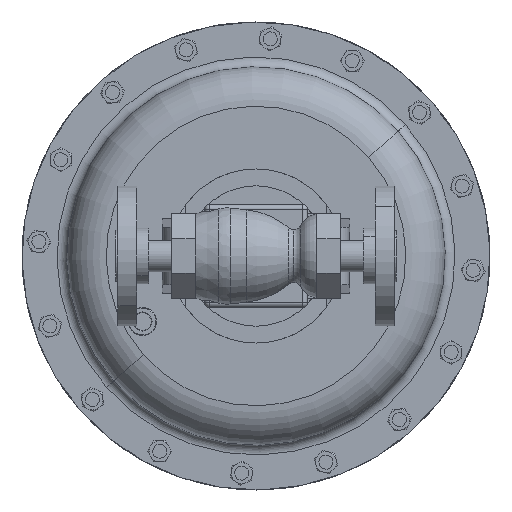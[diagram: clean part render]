
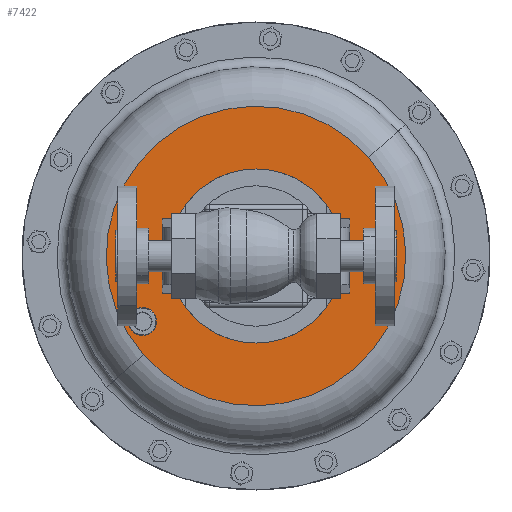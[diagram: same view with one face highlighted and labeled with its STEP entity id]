
A CAD part, front view. The second image highlights one B-rep face of the part: STEP entity #7422.
In plain terms, the highlighted planar face has unit normal (0, -1, 0).
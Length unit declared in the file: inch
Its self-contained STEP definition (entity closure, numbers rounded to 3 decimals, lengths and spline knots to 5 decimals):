
#2403 = CIRCLE ( 'NONE', #9560, 0.375 ) ;
#2693 = FACE_BOUND ( 'NONE', #11943, .T. ) ;
#3094 = DIRECTION ( 'NONE',  ( 0., 1., 0. ) ) ;
#3469 = AXIS2_PLACEMENT_3D ( 'NONE', #8231, #23263, #10465 ) ;
#3933 = CIRCLE ( 'NONE', #18477, 4. ) ;
#3967 = VERTEX_POINT ( 'NONE', #12253 ) ;
#4403 = ORIENTED_EDGE ( 'NONE', *, *, #8099, .T. ) ;
#4908 = ORIENTED_EDGE ( 'NONE', *, *, #9969, .F. ) ;
#5574 = CARTESIAN_POINT ( 'NONE',  ( -2.63738, 7.835, 3.00736 ) ) ;
#6368 = CIRCLE ( 'NONE', #18730, 4. ) ;
#6532 = EDGE_CURVE ( 'NONE', #24492, #3967, #2403, .T. ) ;
#7422 = ADVANCED_FACE ( 'NONE', ( #14206, #20517, #2693 ), #24913, .T. ) ;
#7628 = ORIENTED_EDGE ( 'NONE', *, *, #12765, .F. ) ;
#7758 = CARTESIAN_POINT ( 'NONE',  ( 0., 7.835, 0. ) ) ;
#7852 = DIRECTION ( 'NONE',  ( -0.752, 0., -0.659 ) ) ;
#8099 = EDGE_CURVE ( 'NONE', #3967, #24492, #17844, .T. ) ;
#8231 = CARTESIAN_POINT ( 'NONE',  ( 0., 7.835, 0. ) ) ;
#8395 = VERTEX_POINT ( 'NONE', #8909 ) ;
#8909 = CARTESIAN_POINT ( 'NONE',  ( 0., 7.835, 2.325 ) ) ;
#9290 = DIRECTION ( 'NONE',  ( 0., -1., 0. ) ) ;
#9402 = AXIS2_PLACEMENT_3D ( 'NONE', #12863, #27822, #15028 ) ;
#9560 = AXIS2_PLACEMENT_3D ( 'NONE', #14803, #14711, #14690 ) ;
#9969 = EDGE_CURVE ( 'NONE', #14012, #17944, #3933, .T. ) ;
#10339 = CIRCLE ( 'NONE', #9402, 2.325 ) ;
#10465 = DIRECTION ( 'NONE',  ( 1., 0., 0. ) ) ;
#11207 = DIRECTION ( 'NONE',  ( 0., 1., 0. ) ) ;
#11482 = DIRECTION ( 'NONE',  ( -0.752, 0., -0.659 ) ) ;
#11943 = EDGE_LOOP ( 'NONE', ( #18533, #4403 ) ) ;
#12253 = CARTESIAN_POINT ( 'NONE',  ( -2.74915, 7.835, -1.50275 ) ) ;
#12366 = DIRECTION ( 'NONE',  ( 0.752, 0., 0.659 ) ) ;
#12765 = EDGE_CURVE ( 'NONE', #17944, #14012, #6368, .T. ) ;
#12863 = CARTESIAN_POINT ( 'NONE',  ( 0., 7.835, 0. ) ) ;
#13366 = CARTESIAN_POINT ( 'NONE',  ( 0., 7.835, -2.325 ) ) ;
#14012 = VERTEX_POINT ( 'NONE', #19738 ) ;
#14206 = FACE_BOUND ( 'NONE', #18873, .T. ) ;
#14690 = DIRECTION ( 'NONE',  ( -0.752, 0., -0.659 ) ) ;
#14711 = DIRECTION ( 'NONE',  ( 0., 1., 0. ) ) ;
#14803 = CARTESIAN_POINT ( 'NONE',  ( -3.03109, 7.835, -1.75 ) ) ;
#14804 = EDGE_LOOP ( 'NONE', ( #4908, #7628 ) ) ;
#15028 = DIRECTION ( 'NONE',  ( 1., 0., 0. ) ) ;
#15073 = ORIENTED_EDGE ( 'NONE', *, *, #26284, .F. ) ;
#15334 = CARTESIAN_POINT ( 'NONE',  ( -3.31303, 7.835, -1.99725 ) ) ;
#16470 = AXIS2_PLACEMENT_3D ( 'NONE', #18655, #3094, #7852 ) ;
#17844 = CIRCLE ( 'NONE', #16470, 0.375 ) ;
#17944 = VERTEX_POINT ( 'NONE', #25415 ) ;
#18477 = AXIS2_PLACEMENT_3D ( 'NONE', #23095, #23024, #22361 ) ;
#18533 = ORIENTED_EDGE ( 'NONE', *, *, #6532, .T. ) ;
#18655 = CARTESIAN_POINT ( 'NONE',  ( -3.03109, 7.835, -1.75 ) ) ;
#18730 = AXIS2_PLACEMENT_3D ( 'NONE', #7758, #11207, #11482 ) ;
#18873 = EDGE_LOOP ( 'NONE', ( #25138, #15073 ) ) ;
#19738 = CARTESIAN_POINT ( 'NONE',  ( -3.00736, 7.835, -2.63738 ) ) ;
#20517 = FACE_OUTER_BOUND ( 'NONE', #14804, .T. ) ;
#22309 = AXIS2_PLACEMENT_3D ( 'NONE', #5574, #9290, #12366 ) ;
#22361 = DIRECTION ( 'NONE',  ( -0.752, 0., -0.659 ) ) ;
#22930 = VERTEX_POINT ( 'NONE', #13366 ) ;
#23024 = DIRECTION ( 'NONE',  ( 0., 1., 0. ) ) ;
#23095 = CARTESIAN_POINT ( 'NONE',  ( 0., 7.835, 0. ) ) ;
#23263 = DIRECTION ( 'NONE',  ( 0., -1., 0. ) ) ;
#23286 = EDGE_CURVE ( 'NONE', #22930, #8395, #10339, .T. ) ;
#24492 = VERTEX_POINT ( 'NONE', #15334 ) ;
#24913 = PLANE ( 'NONE',  #22309 ) ;
#25138 = ORIENTED_EDGE ( 'NONE', *, *, #23286, .F. ) ;
#25415 = CARTESIAN_POINT ( 'NONE',  ( 3.00736, 7.835, 2.63738 ) ) ;
#25634 = CIRCLE ( 'NONE', #3469, 2.325 ) ;
#26284 = EDGE_CURVE ( 'NONE', #8395, #22930, #25634, .T. ) ;
#27822 = DIRECTION ( 'NONE',  ( 0., -1., 0. ) ) ;
